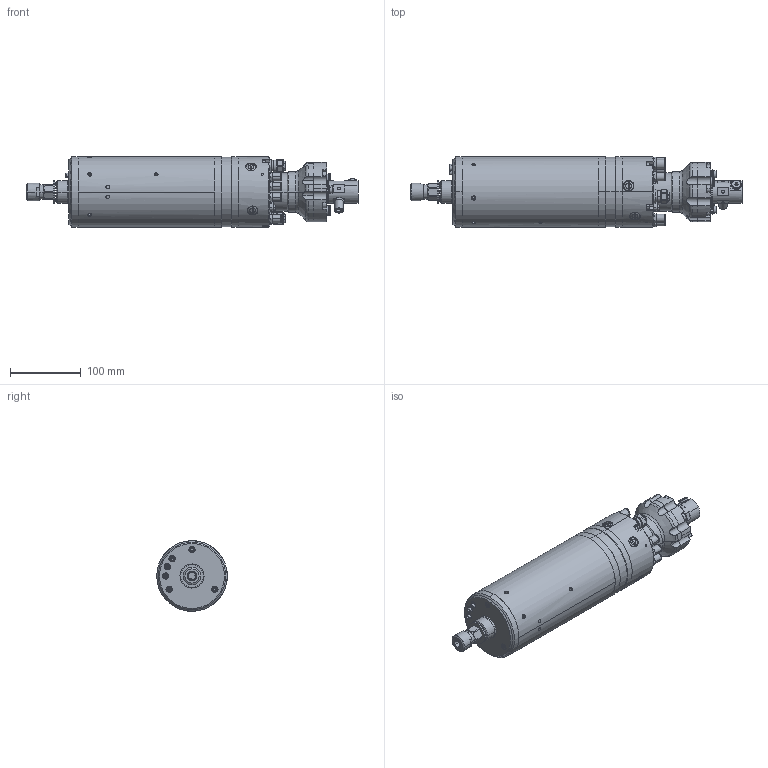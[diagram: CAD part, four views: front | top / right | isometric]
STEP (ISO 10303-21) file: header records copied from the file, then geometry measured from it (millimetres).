
FILE_DESCRIPTION (( 'STEP AP203' ), '1' );
FILE_NAME ('100A40HKW-01A.STEP', '2013-12-02T08:23:33', ( '' ), ( '' ), 'SwSTEP 2.0', 'SolidWorks 2012', '' );
FILE_SCHEMA (( 'CONFIG_CONTROL_DESIGN' ));
Length unit declared in the file: millimetre
Products named in the file (1): 100A40HKW-01A
Bounding box: 470.86 x 100 x 100 mm (x, y, z)
Surface area: 192068.3 mm2 (no closed solid volume)
Topology: 0 solids, 98 shells, 1066 faces, 3246 edges, 2291 vertices
Faces by surface type: plane 476, cylinder 397, cone 108, torus 73, sphere 12
Entity records: 38489 total; most frequent: CARTESIAN_POINT 8405, DIRECTION 6831, ORIENTED_EDGE 5330, EDGE_CURVE 3217, AXIS2_PLACEMENT_3D 2679, VERTEX_POINT 2282, CIRCLE 1612, LINE 1473
